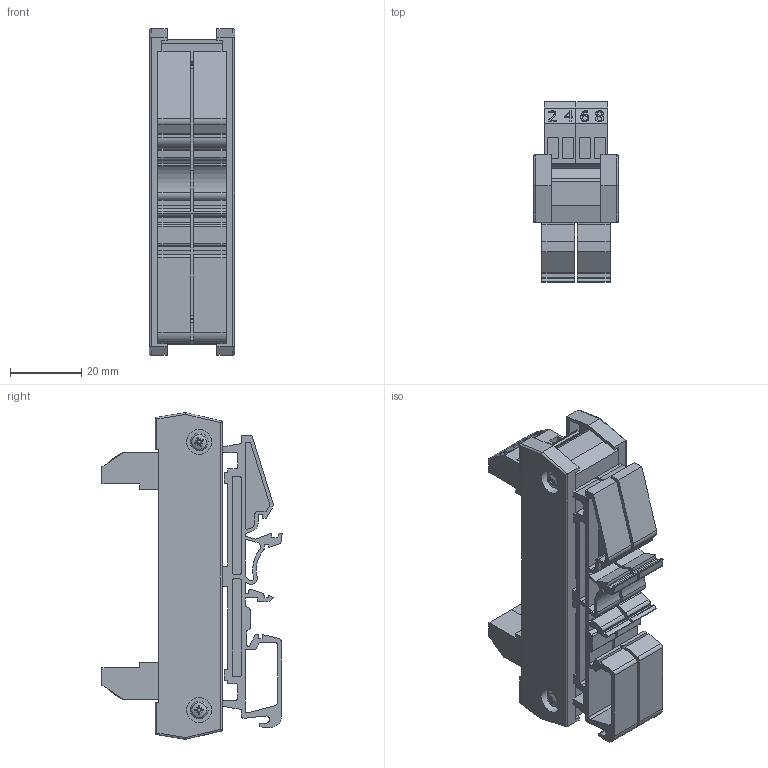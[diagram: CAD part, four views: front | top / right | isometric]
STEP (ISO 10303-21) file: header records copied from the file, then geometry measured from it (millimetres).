
FILE_DESCRIPTION((''),'2;1');
FILE_NAME('8971_2.stp','2013-07-03T10:58:08',('roland'),(''),'Autodesk Inventor 2013','Autodesk Inventor 2013','');
FILE_SCHEMA(('CONFIG_CONTROL_DESIGN'));
Length unit declared in the file: millimetre
Products named in the file (10): 1A Diodel 4; 4 (8971_2); diode long 1A; 4diodes; BASE SIDE; BS EN ISO 7045 Z - Metric M2.5 x 10 - 4.8 - Z; BASE LEGS; 2 hole green; 4 lable1; 4 lable2
Assembly tree (20 placements, depth 2):
  1A Diodel 4
    4 (8971_2)
    diode long 1A  x4
    4diodes
    BASE SIDE  x2
    BS EN ISO 7045 Z - Metric M2.5 x 10 - 4.8 - Z  x4
    BASE LEGS  x2
    2 hole green  x4
    4 lable1
    4 lable2
Bounding box: 24 x 50.69 x 91.98 mm (x, y, z)
Volume: 24745.9 mm3; surface area: 37995 mm2
Topology: 20 solids, 20 shells, 1205 faces, 3239 edges, 2110 vertices
Faces by surface type: plane 730, cylinder 289, bspline 90, cone 64, torus 20, sphere 12
Full cylindrical faces by diameter (mm): 0.68 x16, 1 x24, 1.3 x8, 2.256 x4, 2.5 x4, 2.649 x4, 2.65 x4, 3.2 x4, 3.75 x8, 7 x4, 9 x4
Entity records: 23313 total; most frequent: CARTESIAN_POINT 5375, ORIENTED_EDGE 3756, DIRECTION 3350, EDGE_CURVE 1878, VECTOR 1284, LINE 1284, VERTEX_POINT 1278, AXIS2_PLACEMENT_3D 1033
